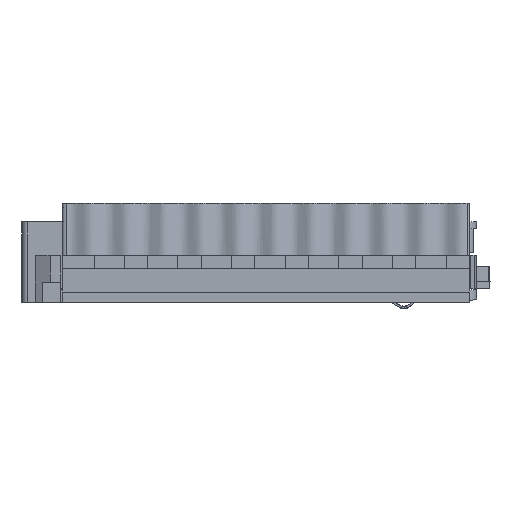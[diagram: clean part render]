
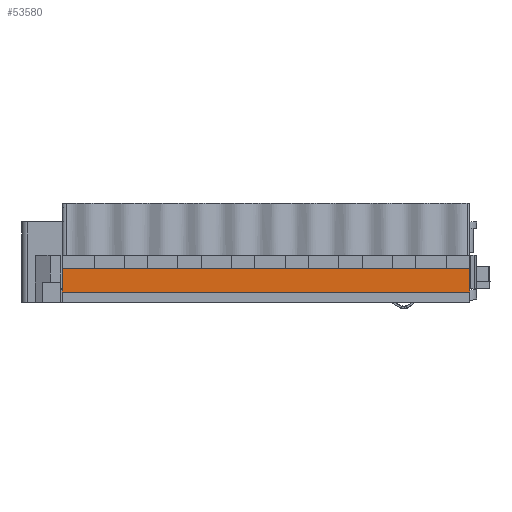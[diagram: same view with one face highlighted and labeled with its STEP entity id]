
A CAD part, left-side view. The second image highlights one B-rep face of the part: STEP entity #53580.
In plain terms, the highlighted planar face has unit normal (-1, 0, 0).
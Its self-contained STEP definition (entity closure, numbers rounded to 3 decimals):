
#1350 = VERTEX_POINT ( 'NONE', #84235 ) ;
#1664 = EDGE_LOOP ( 'NONE', ( #87205, #38692, #121912, #84305 ) ) ;
#2454 = EDGE_CURVE ( 'NONE', #45973, #120524, #121576, .T. ) ;
#2925 = EDGE_CURVE ( 'NONE', #45973, #1350, #45118, .T. ) ;
#27508 = CARTESIAN_POINT ( 'NONE',  ( -0.05, 30.4, -44.725 ) ) ;
#30585 = LINE ( 'NONE', #119486, #88381 ) ;
#31287 = VECTOR ( 'NONE', #70282, 1000. ) ;
#31854 = DIRECTION ( 'NONE',  ( 0., -1., 0. ) ) ;
#38692 = ORIENTED_EDGE ( 'NONE', *, *, #2925, .F. ) ;
#41035 = DIRECTION ( 'NONE',  ( 0., -1., 0. ) ) ;
#43392 = DIRECTION ( 'NONE',  ( 0., 0., -1. ) ) ;
#45118 = LINE ( 'NONE', #50464, #31287 ) ;
#45973 = VERTEX_POINT ( 'NONE', #48418 ) ;
#46827 = CARTESIAN_POINT ( 'NONE',  ( -0.05, 0., -43. ) ) ;
#48418 = CARTESIAN_POINT ( 'NONE',  ( -0.05, 60.8, -46.45 ) ) ;
#50331 = VECTOR ( 'NONE', #43392, 1000. ) ;
#50464 = CARTESIAN_POINT ( 'NONE',  ( -0.05, 60.8, -46.45 ) ) ;
#52557 = EDGE_CURVE ( 'NONE', #67784, #120524, #53587, .T. ) ;
#53580 = ADVANCED_FACE ( 'NONE', ( #58171 ), #124701, .F. ) ;
#53587 = LINE ( 'NONE', #63809, #50331 ) ;
#55642 = DIRECTION ( 'NONE',  ( 0., 1., 0. ) ) ;
#58171 = FACE_OUTER_BOUND ( 'NONE', #1664, .T. ) ;
#63809 = CARTESIAN_POINT ( 'NONE',  ( -0.05, 0., -43. ) ) ;
#67784 = VERTEX_POINT ( 'NONE', #46827 ) ;
#70282 = DIRECTION ( 'NONE',  ( 0., 0., 1. ) ) ;
#80218 = VECTOR ( 'NONE', #41035, 1000. ) ;
#84235 = CARTESIAN_POINT ( 'NONE',  ( -0.05, 60.8, -43. ) ) ;
#84305 = ORIENTED_EDGE ( 'NONE', *, *, #52557, .F. ) ;
#87205 = ORIENTED_EDGE ( 'NONE', *, *, #94459, .F. ) ;
#88381 = VECTOR ( 'NONE', #31854, 1000. ) ;
#89305 = AXIS2_PLACEMENT_3D ( 'NONE', #27508, #113857, #55642 ) ;
#94459 = EDGE_CURVE ( 'NONE', #1350, #67784, #30585, .T. ) ;
#113857 = DIRECTION ( 'NONE',  ( 1., 0., 0. ) ) ;
#119486 = CARTESIAN_POINT ( 'NONE',  ( -0.05, 60.8, -43. ) ) ;
#120314 = CARTESIAN_POINT ( 'NONE',  ( -0.05, 60.8, -46.45 ) ) ;
#120524 = VERTEX_POINT ( 'NONE', #125918 ) ;
#121576 = LINE ( 'NONE', #120314, #80218 ) ;
#121912 = ORIENTED_EDGE ( 'NONE', *, *, #2454, .T. ) ;
#124701 = PLANE ( 'NONE',  #89305 ) ;
#125918 = CARTESIAN_POINT ( 'NONE',  ( -0.05, 0., -46.45 ) ) ;
